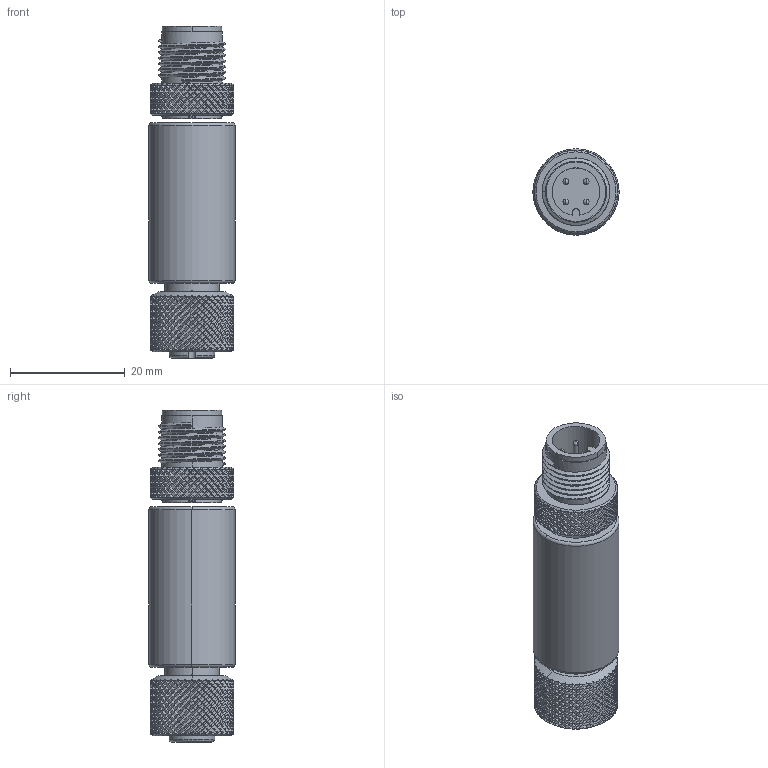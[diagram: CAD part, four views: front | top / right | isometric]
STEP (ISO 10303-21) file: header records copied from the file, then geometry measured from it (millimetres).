
FILE_DESCRIPTION((''),'2;1');
FILE_NAME('212216_ASM','2023-09-12T12:56:09',('banengservice'),('BANNER ENGINEERING'),'CREO PARAMETRIC BY PTC INC, 2022414','CREO PARAMETRIC BY PTC INC, 2022414','');
FILE_SCHEMA(('CONFIG_CONTROL_DESIGN'));
Products named in the file (52): 133395; 133394_AF0; 133394_AF1; 133394_AF2; 133394_AF3; 133398_AF0_ASM; 145997_HSG_AF0; 306-00249_AF0; 306-00249_AF1; 306-00249_AF2; 306-00249_AF3; 306-00249_AF4; 145998_AF0_ASM; 134568; 134569; 122361; 210857_AF1; 53526_AF0; SOT26_OLD_AF0; 210657_AF0; 127535_AF0; SP75197_AF0; SOT363B_OLD_AF0; 50633_AF0; 127535_AF1; SP75197_AF1; 50633_AF1; SP75197_AF2; 50633_AF2; SP75197_AF3; 50633_AF3; 53526_AF1; 53526_AF2; 53526_AF3; SOT26_OLD_AF1; 210657_AF1; 50633_AF4; 127535_AF2; SP75197_AF4; 50633_AF5 ...
Assembly tree (51 placements, depth 4):
  212216_ASM
    808232_AF0_ASM
      133398_AF0_ASM
        133395
        133394_AF0
        133394_AF1
        133394_AF2
        133394_AF3
      145998_AF0_ASM
        145997_HSG_AF0
        306-00249_AF0
        306-00249_AF1
        306-00249_AF2
        306-00249_AF3
        306-00249_AF4
      134568
      134569
      122361
      210857_AF0_ASM
        210857_AF1
        53526_AF0
        SOT26_OLD_AF0
        210657_AF0
        127535_AF0
        SP75197_AF0
        SOT363B_OLD_AF0
        50633_AF0
        127535_AF1
        SP75197_AF1
        50633_AF1
        SP75197_AF2
        50633_AF2
        SP75197_AF3
        50633_AF3
        53526_AF1
        53526_AF2
        53526_AF3
        SOT26_OLD_AF1
        210657_AF1
        50633_AF4
        127535_AF2
        SP75197_AF4
        50633_AF5
        210657_AF2
        127535_AF3
        SP75197_AF5
        50633_AF6
        SP75197_AF6
        SP75197_AF7
        50633_AF7
        50633_AF8
      808232_BODY_AF0
Bounding box: 15 x 15 x 57.75 mm (x, y, z)
Volume: 5425.5 mm3; surface area: 9273.6 mm2
Topology: 21 solids, 21 shells, 6131 faces, 13347 edges, 7286 vertices
Faces by surface type: bspline 3908, cylinder 1404, plane 700, torus 53, cone 40, sphere 24, revolution 2
Entity records: 313664 total; most frequent: CARTESIAN_POINT 212892, ORIENTED_EDGE 26662, EDGE_CURVE 13331, B_SPLINE_CURVE_WITH_KNOTS 10163, DIRECTION 9136, VERTEX_POINT 7286, EDGE_LOOP 6209, FACE_OUTER_BOUND 6131
